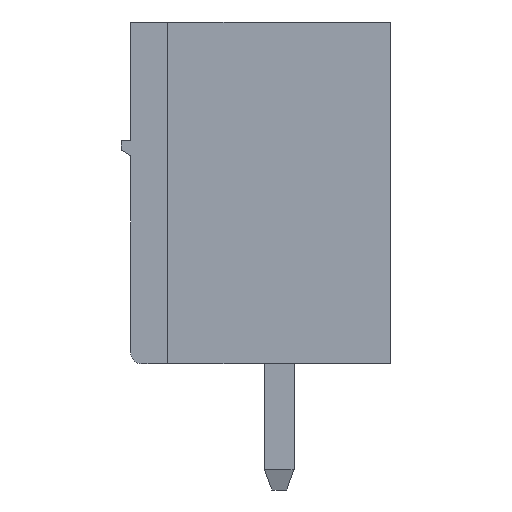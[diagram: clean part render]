
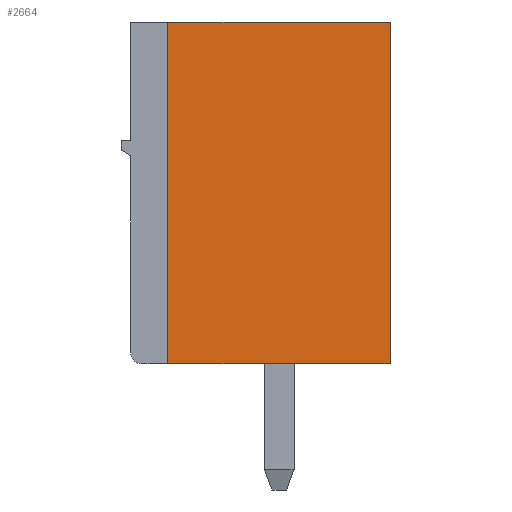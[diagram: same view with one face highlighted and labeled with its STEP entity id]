
A CAD part, left-side view. The second image highlights one B-rep face of the part: STEP entity #2664.
In plain terms, the highlighted planar face has unit normal (-1, 0, 0).
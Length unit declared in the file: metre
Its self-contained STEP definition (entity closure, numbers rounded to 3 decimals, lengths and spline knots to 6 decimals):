
#2664=ADVANCED_FACE('',(#5460),#5461,.F.);
#5460=FACE_OUTER_BOUND('',#8282,.T.);
#5461=PLANE('',#8283);
#8282=EDGE_LOOP('',(#16202,#16203,#16204,#16205));
#8283=AXIS2_PLACEMENT_3D('',#16206,#16207,#16208);
#16202=ORIENTED_EDGE('',*,*,#16893,.F.);
#16203=ORIENTED_EDGE('',*,*,#16566,.F.);
#16204=ORIENTED_EDGE('',*,*,#19597,.T.);
#16205=ORIENTED_EDGE('',*,*,#16997,.T.);
#16206=CARTESIAN_POINT('',(-1.091827,0.00386,0.000933));
#16207=DIRECTION('',(1.0,0.,0.));
#16208=DIRECTION('',(0.0,0.,1.0));
#16566=EDGE_CURVE('',#19759,#19754,#19761,.T.);
#16893=EDGE_CURVE('',#19754,#20413,#20414,.T.);
#16997=EDGE_CURVE('',#20597,#20413,#20598,.T.);
#19597=EDGE_CURVE('',#19759,#20597,#24197,.T.);
#19754=VERTEX_POINT('',#24396);
#19759=VERTEX_POINT('',#24404);
#19761=LINE('',#24407,#24408);
#20413=VERTEX_POINT('',#25328);
#20414=LINE('',#25329,#25330);
#20597=VERTEX_POINT('',#25611);
#20598=LINE('',#25612,#25613);
#24197=LINE('',#30892,#30893);
#24396=CARTESIAN_POINT('',(-1.091827,0.00386,0.000933));
#24404=CARTESIAN_POINT('',(-1.091827,0.00986,0.000933));
#24407=CARTESIAN_POINT('',(-1.091827,0.00386,0.000933));
#24408=VECTOR('',#31054,1.0);
#25328=CARTESIAN_POINT('',(-1.091827,0.00386,-0.008267));
#25329=CARTESIAN_POINT('',(-1.091827,0.00386,0.000933));
#25330=VECTOR('',#31494,1.0);
#25611=CARTESIAN_POINT('',(-1.091827,0.00986,-0.008267));
#25612=CARTESIAN_POINT('',(-1.091827,0.00386,-0.008267));
#25613=VECTOR('',#31605,1.0);
#30892=CARTESIAN_POINT('',(-1.091827,0.00986,0.000933));
#30893=VECTOR('',#33544,1.0);
#31054=DIRECTION('',(0.,-1.0,0.));
#31494=DIRECTION('',(0.,0.,-1.0));
#31605=DIRECTION('',(0.,-1.0,0.));
#33544=DIRECTION('',(0.,0.,-1.0));
